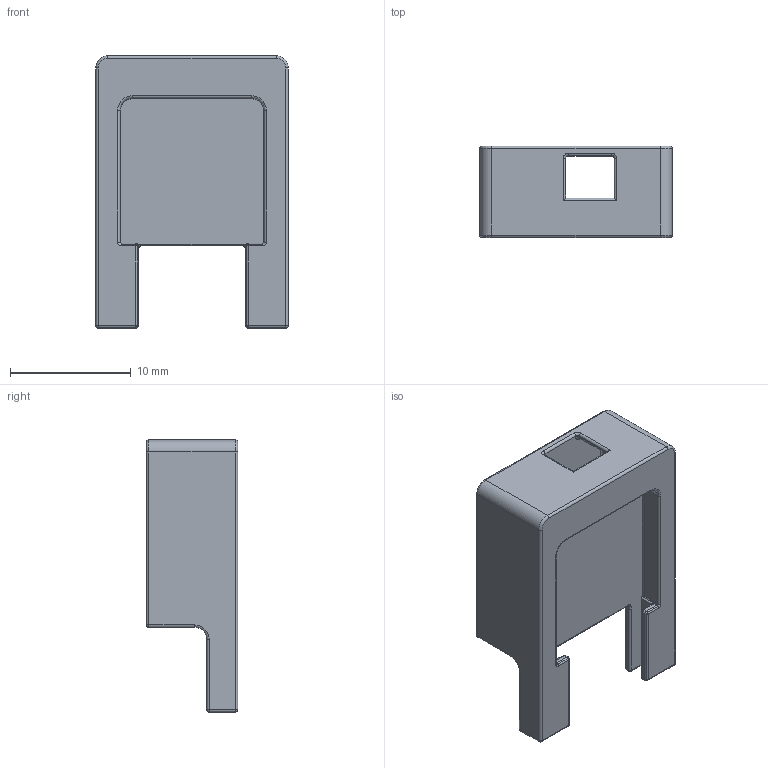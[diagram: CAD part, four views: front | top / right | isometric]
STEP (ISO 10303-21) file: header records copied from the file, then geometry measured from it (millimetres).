
FILE_DESCRIPTION (( 'STEP AP214' ), '1' );
FILE_NAME ('PayloadHolder_NP2_Cap_V1.STEP', '2023-12-14T16:11:27', ( '' ), ( '' ), 'SwSTEP 2.0', 'SolidWorks 2023', '' );
FILE_SCHEMA (( 'AUTOMOTIVE_DESIGN' ));
Length unit declared in the file: millimetre
Products named in the file (1): PayloadHolder_NP2_Cap_V1
Bounding box: 15.9 x 7.56 x 22.5 mm (x, y, z)
Volume: 925.8 mm3; surface area: 1641.9 mm2
Topology: 1 solids, 1 shells, 212 faces, 508 edges, 283 vertices
Faces by surface type: cylinder 106, torus 34, plane 31, sphere 27, bspline 14
Entity records: 6427 total; most frequent: CARTESIAN_POINT 1591, DIRECTION 1084, ORIENTED_EDGE 988, EDGE_CURVE 494, AXIS2_PLACEMENT_3D 444, VERTEX_POINT 283, CIRCLE 245, EDGE_LOOP 213
